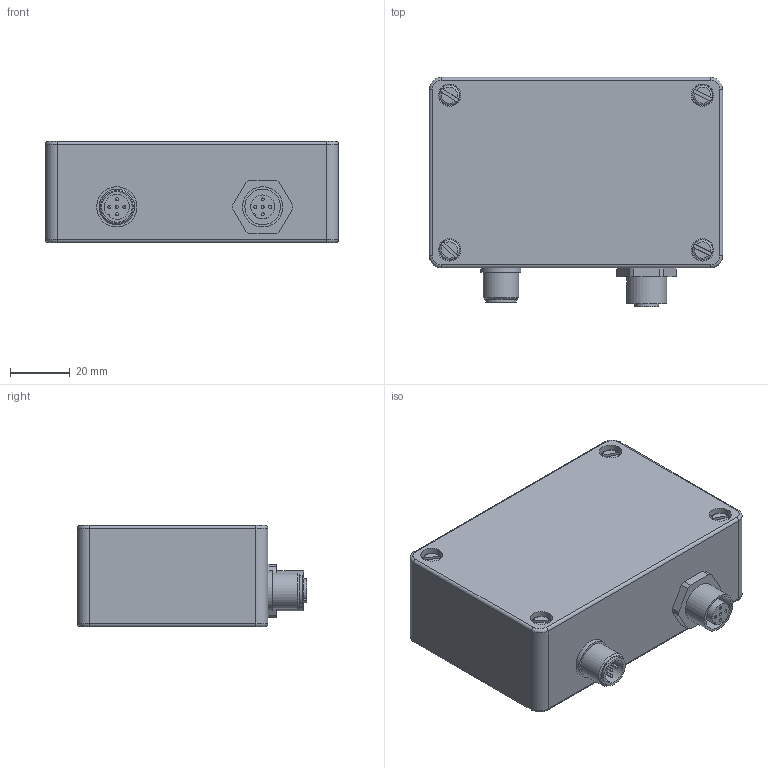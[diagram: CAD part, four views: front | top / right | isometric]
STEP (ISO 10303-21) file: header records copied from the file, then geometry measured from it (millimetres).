
FILE_DESCRIPTION(/* description */ (''),/* implementation_level */ '2;1');
FILE_NAME(/* name */ 'IA0300_Shrinkwrap_1.stp',/* time_stamp */ '2022-06-15T09:11:03+02:00',/* author */ ('Krieger Anja'),/* organization */ (''),/* preprocessor_version */ 'ST-DEVELOPER v18.1',/* originating_system */ 'Autodesk Inventor 2021',/* authorisation */ '');
FILE_SCHEMA (('AUTOMOTIVE_DESIGN { 1 0 10303 214 3 1 1 }'));
Length unit declared in the file: millimetre
Products named in the file (1): IA0300_Shrinkwrap_1
Bounding box: 98.5 x 77 x 34 mm (x, y, z)
Volume: 75028.1 mm3; surface area: 49798.2 mm2
Topology: 1 solids, 1 shells, 283 faces, 679 edges, 444 vertices
Faces by surface type: plane 131, cylinder 117, torus 18, cone 12, sphere 5
Full cylindrical faces by diameter (mm): 1 x15, 3 x2, 4 x6, 5 x2, 7 x4, 7.5 x4, 8 x4, 8.4 x1, 9 x2, 9.5 x2, 9.7 x1, 10.3 x1, 12 x3, 13.5 x2, 16 x1
Entity records: 8803 total; most frequent: CARTESIAN_POINT 1578, DIRECTION 1538, ORIENTED_EDGE 1348, EDGE_CURVE 674, AXIS2_PLACEMENT_3D 612, VERTEX_POINT 444, EDGE_LOOP 340, CIRCLE 328
